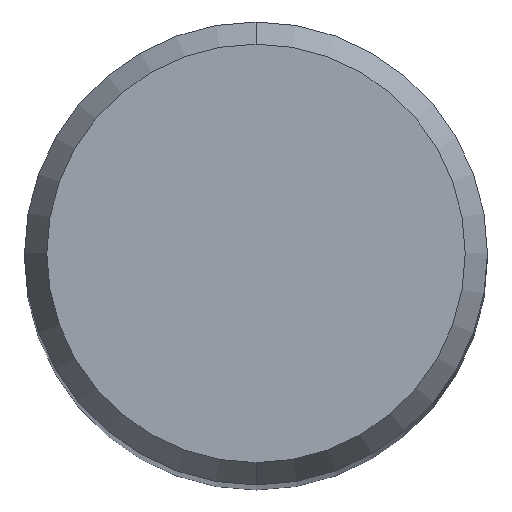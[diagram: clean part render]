
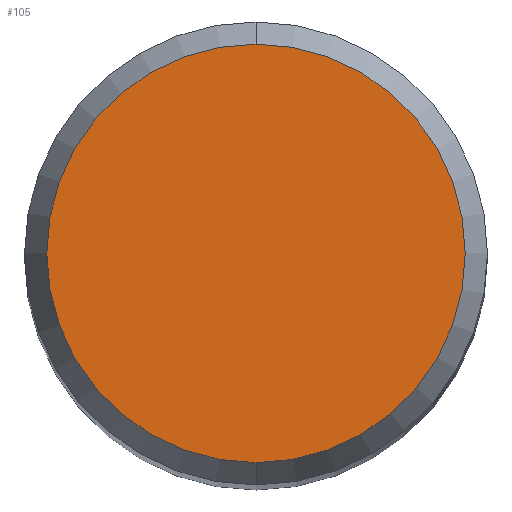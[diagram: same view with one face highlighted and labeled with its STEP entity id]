
A CAD part, top view. The second image highlights one B-rep face of the part: STEP entity #105.
In plain terms, the highlighted planar face has unit normal (0, 0, 1).
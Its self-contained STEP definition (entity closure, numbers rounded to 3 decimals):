
#105=ADVANCED_FACE('',(#256),#257,.T.);
#109=EDGE_CURVE('',#193,#181,#261,.T.);
#149=EDGE_CURVE('',#181,#193,#309,.T.);
#181=VERTEX_POINT('',#343);
#193=VERTEX_POINT('',#356);
#256=FACE_OUTER_BOUND('',#418,.T.);
#257=PLANE('',#419);
#261=CIRCLE('',#425,2.158);
#309=CIRCLE('',#485,2.158);
#343=CARTESIAN_POINT('',(0.,-2.158,0.));
#356=CARTESIAN_POINT('',(0.0,2.158,0.));
#418=EDGE_LOOP('',(#603,#604));
#419=AXIS2_PLACEMENT_3D('',#605,#606,#607);
#425=AXIS2_PLACEMENT_3D('',#611,#612,#613);
#485=AXIS2_PLACEMENT_3D('',#691,#692,#693);
#603=ORIENTED_EDGE('',*,*,#109,.F.);
#604=ORIENTED_EDGE('',*,*,#149,.F.);
#605=CARTESIAN_POINT('',(0.0,1.079,0.));
#606=DIRECTION('',(-0.0,0.0,1.0));
#607=DIRECTION('',(0.0,-1.0,0.0));
#611=CARTESIAN_POINT('',(0.0,0.0,0.));
#612=DIRECTION('',(0.0,0.0,-1.0));
#613=DIRECTION('',(0.0,1.0,0.0));
#691=CARTESIAN_POINT('',(0.0,0.0,0.));
#692=DIRECTION('',(0.0,0.0,-1.0));
#693=DIRECTION('',(0.0,1.0,0.0));
